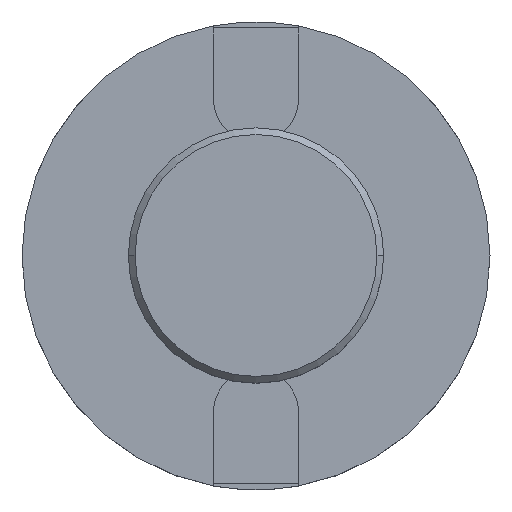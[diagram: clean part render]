
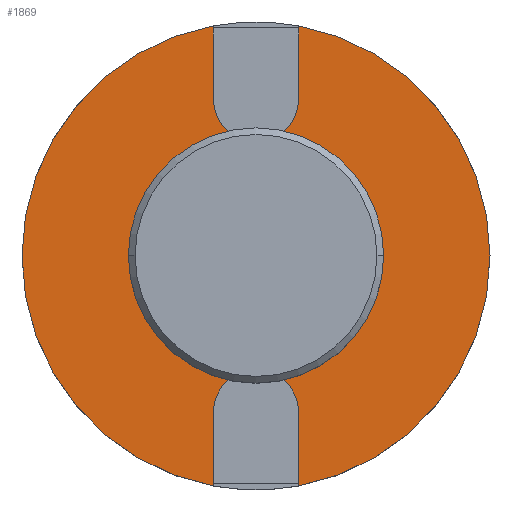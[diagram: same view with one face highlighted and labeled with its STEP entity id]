
A CAD part, top view. The second image highlights one B-rep face of the part: STEP entity #1869.
In plain terms, the highlighted planar face has unit normal (0, 0, 1).
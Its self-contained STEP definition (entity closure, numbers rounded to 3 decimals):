
#7 = VERTEX_POINT ( 'NONE', #1931 ) ;
#8 = ORIENTED_EDGE ( 'NONE', *, *, #106, .F. ) ;
#96 = DIRECTION ( 'NONE',  ( 0., 0., 1. ) ) ;
#101 = DIRECTION ( 'NONE',  ( -1., 0., 0. ) ) ;
#104 = CARTESIAN_POINT ( 'NONE',  ( -6.35, 34.925, 45. ) ) ;
#106 = EDGE_CURVE ( 'NONE', #1903, #827, #1985, .T. ) ;
#132 = CARTESIAN_POINT ( 'NONE',  ( -6.35, -34., 45. ) ) ;
#133 = ORIENTED_EDGE ( 'NONE', *, *, #1072, .F. ) ;
#140 = DIRECTION ( 'NONE',  ( 1., 0., 0. ) ) ;
#159 = EDGE_CURVE ( 'NONE', #813, #1903, #946, .T. ) ;
#160 = VERTEX_POINT ( 'NONE', #132 ) ;
#163 = CARTESIAN_POINT ( 'NONE',  ( 6.35, 34., 45. ) ) ;
#174 = CIRCLE ( 'NONE', #1366, 6.35 ) ;
#241 = AXIS2_PLACEMENT_3D ( 'NONE', #983, #1166, #140 ) ;
#245 = VECTOR ( 'NONE', #1731, 1000. ) ;
#250 = ORIENTED_EDGE ( 'NONE', *, *, #1552, .F. ) ;
#261 = VECTOR ( 'NONE', #331, 1000. ) ;
#309 = DIRECTION ( 'NONE',  ( 0., 0., -1. ) ) ;
#312 = EDGE_CURVE ( 'NONE', #1631, #780, #2030, .T. ) ;
#331 = DIRECTION ( 'NONE',  ( 0., 1., 0. ) ) ;
#341 = LINE ( 'NONE', #1900, #1272 ) ;
#345 = CARTESIAN_POINT ( 'NONE',  ( 6.35, -34., 45. ) ) ;
#356 = CARTESIAN_POINT ( 'NONE',  ( 6.35, 34.343, 45. ) ) ;
#376 = DIRECTION ( 'NONE',  ( 0., -1., 0. ) ) ;
#433 = CARTESIAN_POINT ( 'NONE',  ( 6.35, 23.35, 45. ) ) ;
#473 = CARTESIAN_POINT ( 'NONE',  ( 6.35, 43.35, 45. ) ) ;
#481 = FACE_BOUND ( 'NONE', #775, .T. ) ;
#485 = CIRCLE ( 'NONE', #1234, 34.925 ) ;
#493 = EDGE_CURVE ( 'NONE', #815, #909, #764, .T. ) ;
#511 = CARTESIAN_POINT ( 'NONE',  ( -6.35, 34.925, 45. ) ) ;
#514 = ORIENTED_EDGE ( 'NONE', *, *, #824, .T. ) ;
#518 = VERTEX_POINT ( 'NONE', #163 ) ;
#523 = CARTESIAN_POINT ( 'NONE',  ( -6.35, -34.343, 45. ) ) ;
#525 = VECTOR ( 'NONE', #1206, 1000. ) ;
#533 = ORIENTED_EDGE ( 'NONE', *, *, #900, .F. ) ;
#540 = CARTESIAN_POINT ( 'NONE',  ( -6.35, 23.35, 45. ) ) ;
#553 = EDGE_CURVE ( 'NONE', #813, #160, #1172, .T. ) ;
#583 = LINE ( 'NONE', #511, #525 ) ;
#595 = CIRCLE ( 'NONE', #986, 6.35 ) ;
#614 = ORIENTED_EDGE ( 'NONE', *, *, #2008, .F. ) ;
#622 = ORIENTED_EDGE ( 'NONE', *, *, #2053, .T. ) ;
#628 = AXIS2_PLACEMENT_3D ( 'NONE', #1713, #659, #1899 ) ;
#659 = DIRECTION ( 'NONE',  ( 0., 0., -1. ) ) ;
#660 = DIRECTION ( 'NONE',  ( 0., 1., 0. ) ) ;
#678 = CARTESIAN_POINT ( 'NONE',  ( 6.35, -43.35, 45. ) ) ;
#686 = LINE ( 'NONE', #678, #245 ) ;
#691 = CARTESIAN_POINT ( 'NONE',  ( 0., 0., 45. ) ) ;
#692 = ORIENTED_EDGE ( 'NONE', *, *, #312, .T. ) ;
#700 = CIRCLE ( 'NONE', #1202, 15.875 ) ;
#716 = LINE ( 'NONE', #877, #1124 ) ;
#722 = ORIENTED_EDGE ( 'NONE', *, *, #1777, .T. ) ;
#736 = CARTESIAN_POINT ( 'NONE',  ( 0., 0., 45. ) ) ;
#764 = CIRCLE ( 'NONE', #628, 34.925 ) ;
#775 = EDGE_LOOP ( 'NONE', ( #692, #722 ) ) ;
#780 = VERTEX_POINT ( 'NONE', #1263 ) ;
#784 = CARTESIAN_POINT ( 'NONE',  ( 0., 0., 45. ) ) ;
#813 = VERTEX_POINT ( 'NONE', #523 ) ;
#815 = VERTEX_POINT ( 'NONE', #356 ) ;
#824 = EDGE_CURVE ( 'NONE', #1120, #2113, #1701, .T. ) ;
#827 = VERTEX_POINT ( 'NONE', #1413 ) ;
#855 = ORIENTED_EDGE ( 'NONE', *, *, #159, .F. ) ;
#870 = DIRECTION ( 'NONE',  ( -1., 0., 0. ) ) ;
#877 = CARTESIAN_POINT ( 'NONE',  ( -6.35, 34.925, 45. ) ) ;
#900 = EDGE_CURVE ( 'NONE', #827, #7, #716, .T. ) ;
#903 = DIRECTION ( 'NONE',  ( -1., 0., 0. ) ) ;
#909 = VERTEX_POINT ( 'NONE', #1788 ) ;
#918 = VERTEX_POINT ( 'NONE', #540 ) ;
#933 = DIRECTION ( 'NONE',  ( 0., 0., -1. ) ) ;
#946 = CIRCLE ( 'NONE', #2130, 34.925 ) ;
#953 = FACE_OUTER_BOUND ( 'NONE', #1349, .T. ) ;
#954 = DIRECTION ( 'NONE',  ( -1., 0., 0. ) ) ;
#980 = EDGE_CURVE ( 'NONE', #1785, #1582, #595, .T. ) ;
#983 = CARTESIAN_POINT ( 'NONE',  ( 0., 34.925, 45. ) ) ;
#986 = AXIS2_PLACEMENT_3D ( 'NONE', #1992, #933, #2172 ) ;
#1026 = ORIENTED_EDGE ( 'NONE', *, *, #2133, .T. ) ;
#1072 = EDGE_CURVE ( 'NONE', #909, #2113, #485, .T. ) ;
#1120 = VERTEX_POINT ( 'NONE', #345 ) ;
#1122 = CARTESIAN_POINT ( 'NONE',  ( 0., 23.35, 45. ) ) ;
#1124 = VECTOR ( 'NONE', #376, 1000. ) ;
#1125 = DIRECTION ( 'NONE',  ( 0., 0., -1. ) ) ;
#1136 = CARTESIAN_POINT ( 'NONE',  ( -15.875, 0., 45. ) ) ;
#1166 = DIRECTION ( 'NONE',  ( 0., 0., 1. ) ) ;
#1168 = CARTESIAN_POINT ( 'NONE',  ( -6.35, -23.35, 45. ) ) ;
#1172 = LINE ( 'NONE', #2076, #261 ) ;
#1202 = AXIS2_PLACEMENT_3D ( 'NONE', #1350, #309, #1529 ) ;
#1206 = DIRECTION ( 'NONE',  ( 0., 1., 0. ) ) ;
#1230 = DIRECTION ( 'NONE',  ( 0., -1., 0. ) ) ;
#1234 = AXIS2_PLACEMENT_3D ( 'NONE', #2185, #1125, #101 ) ;
#1263 = CARTESIAN_POINT ( 'NONE',  ( 15.875, 0., 45. ) ) ;
#1268 = AXIS2_PLACEMENT_3D ( 'NONE', #691, #1926, #870 ) ;
#1272 = VECTOR ( 'NONE', #660, 1000. ) ;
#1300 = DIRECTION ( 'NONE',  ( 1., 0., 0. ) ) ;
#1336 = VECTOR ( 'NONE', #1838, 1000. ) ;
#1349 = EDGE_LOOP ( 'NONE', ( #855, #2061, #1797, #1915, #622, #514, #133, #2075, #614, #1924, #250, #1026, #533, #8 ) ) ;
#1350 = CARTESIAN_POINT ( 'NONE',  ( 0., 0., 45. ) ) ;
#1366 = AXIS2_PLACEMENT_3D ( 'NONE', #1122, #96, #1300 ) ;
#1413 = CARTESIAN_POINT ( 'NONE',  ( -6.35, 34.343, 45. ) ) ;
#1437 = VECTOR ( 'NONE', #1694, 1000. ) ;
#1486 = CARTESIAN_POINT ( 'NONE',  ( 6.35, -23.35, 45. ) ) ;
#1529 = DIRECTION ( 'NONE',  ( -1., 0., 0. ) ) ;
#1552 = EDGE_CURVE ( 'NONE', #918, #1601, #174, .T. ) ;
#1582 = VERTEX_POINT ( 'NONE', #1486 ) ;
#1601 = VERTEX_POINT ( 'NONE', #433 ) ;
#1611 = EDGE_CURVE ( 'NONE', #1785, #160, #1805, .T. ) ;
#1631 = VERTEX_POINT ( 'NONE', #1136 ) ;
#1694 = DIRECTION ( 'NONE',  ( 0., 1., 0. ) ) ;
#1701 = LINE ( 'NONE', #1934, #1820 ) ;
#1713 = CARTESIAN_POINT ( 'NONE',  ( 0., 0., 45. ) ) ;
#1731 = DIRECTION ( 'NONE',  ( 0., -1., 0. ) ) ;
#1777 = EDGE_CURVE ( 'NONE', #780, #1631, #700, .T. ) ;
#1785 = VERTEX_POINT ( 'NONE', #1168 ) ;
#1788 = CARTESIAN_POINT ( 'NONE',  ( 34.925, 0., 45. ) ) ;
#1797 = ORIENTED_EDGE ( 'NONE', *, *, #1611, .F. ) ;
#1805 = LINE ( 'NONE', #104, #1336 ) ;
#1820 = VECTOR ( 'NONE', #1230, 1000. ) ;
#1838 = DIRECTION ( 'NONE',  ( 0., -1., 0. ) ) ;
#1842 = LINE ( 'NONE', #473, #1437 ) ;
#1868 = PLANE ( 'NONE',  #241 ) ;
#1869 = ADVANCED_FACE ( 'NONE', ( #481, #953 ), #1868, .T. ) ;
#1874 = EDGE_CURVE ( 'NONE', #1601, #518, #1842, .T. ) ;
#1899 = DIRECTION ( 'NONE',  ( -1., 0., 0. ) ) ;
#1900 = CARTESIAN_POINT ( 'NONE',  ( 6.35, 43.35, 45. ) ) ;
#1903 = VERTEX_POINT ( 'NONE', #2045 ) ;
#1911 = CARTESIAN_POINT ( 'NONE',  ( 6.35, -34.343, 45. ) ) ;
#1915 = ORIENTED_EDGE ( 'NONE', *, *, #980, .T. ) ;
#1924 = ORIENTED_EDGE ( 'NONE', *, *, #1874, .F. ) ;
#1926 = DIRECTION ( 'NONE',  ( 0., 0., -1. ) ) ;
#1931 = CARTESIAN_POINT ( 'NONE',  ( -6.35, 34., 45. ) ) ;
#1934 = CARTESIAN_POINT ( 'NONE',  ( 6.35, -43.35, 45. ) ) ;
#1962 = DIRECTION ( 'NONE',  ( 0., 0., -1. ) ) ;
#1985 = CIRCLE ( 'NONE', #2013, 34.925 ) ;
#1992 = CARTESIAN_POINT ( 'NONE',  ( 0., -23.35, 45. ) ) ;
#2008 = EDGE_CURVE ( 'NONE', #518, #815, #341, .T. ) ;
#2013 = AXIS2_PLACEMENT_3D ( 'NONE', #736, #1962, #903 ) ;
#2022 = DIRECTION ( 'NONE',  ( 0., 0., -1. ) ) ;
#2030 = CIRCLE ( 'NONE', #1268, 15.875 ) ;
#2045 = CARTESIAN_POINT ( 'NONE',  ( -34.925, 0., 45. ) ) ;
#2053 = EDGE_CURVE ( 'NONE', #1582, #1120, #686, .T. ) ;
#2061 = ORIENTED_EDGE ( 'NONE', *, *, #553, .T. ) ;
#2075 = ORIENTED_EDGE ( 'NONE', *, *, #493, .F. ) ;
#2076 = CARTESIAN_POINT ( 'NONE',  ( -6.35, 34.925, 45. ) ) ;
#2113 = VERTEX_POINT ( 'NONE', #1911 ) ;
#2130 = AXIS2_PLACEMENT_3D ( 'NONE', #784, #2022, #954 ) ;
#2133 = EDGE_CURVE ( 'NONE', #918, #7, #583, .T. ) ;
#2172 = DIRECTION ( 'NONE',  ( 1., 0., 0. ) ) ;
#2185 = CARTESIAN_POINT ( 'NONE',  ( 0., 0., 45. ) ) ;
